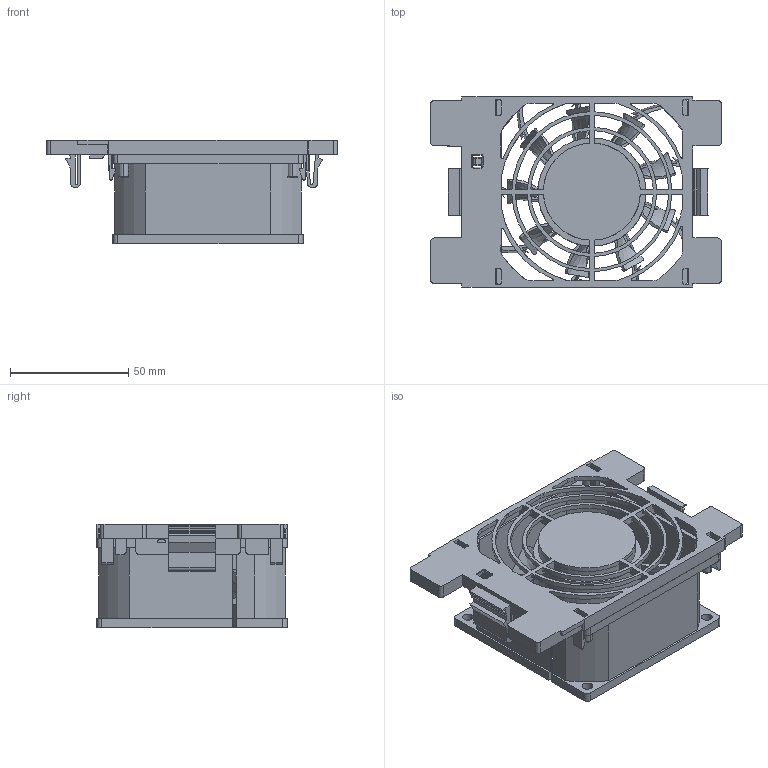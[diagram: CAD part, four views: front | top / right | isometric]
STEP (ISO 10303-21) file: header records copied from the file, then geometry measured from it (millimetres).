
FILE_DESCRIPTION (( 'STEP AP214' ), '1' );
FILE_NAME ('GS4-FAN-BM2.STEP', '2017-10-16T22:08:07', ( '' ), ( '' ), 'SwSTEP 2.0', 'SolidWorks 2016', '' );
FILE_SCHEMA (( 'AUTOMOTIVE_DESIGN' ));
Length unit declared in the file: inch
Products named in the file (3): GS4-FAN-BM2 FAN A New; GS4-FAN-BM2 GRILL b17b; GS4-FAN-BM2
Assembly tree (2 placements, depth 2):
  GS4-FAN-BM2
    GS4-FAN-BM2 GRILL b17b
    GS4-FAN-BM2 FAN A New
Bounding box: 123 x 80.57 x 44 mm (x, y, z)
Volume: 100522.3 mm3; surface area: 68740.9 mm2
Topology: 2 solids, 2 shells, 821 faces, 2332 edges, 1499 vertices
Faces by surface type: plane 386, cylinder 212, bspline 139, cone 40, torus 30, sphere 14
Entity records: 34435 total; most frequent: CARTESIAN_POINT 12300, ORIENTED_EDGE 4652, DIRECTION 3831, EDGE_CURVE 2326, VERTEX_POINT 1499, LINE 1335, VECTOR 1335, AXIS2_PLACEMENT_3D 1248
